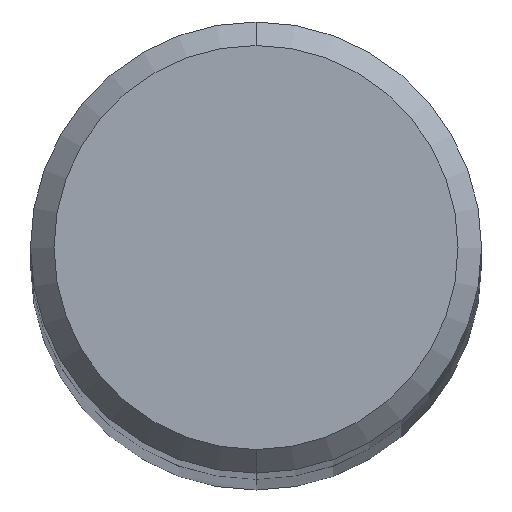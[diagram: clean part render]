
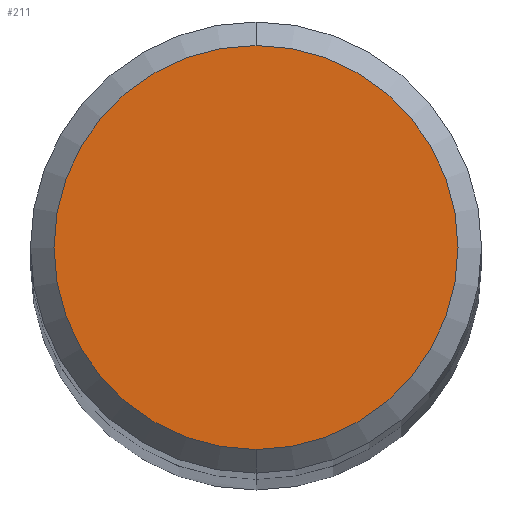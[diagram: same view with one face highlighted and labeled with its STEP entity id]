
A CAD part, top view. The second image highlights one B-rep face of the part: STEP entity #211.
In plain terms, the highlighted planar face has unit normal (0, 0, 1).
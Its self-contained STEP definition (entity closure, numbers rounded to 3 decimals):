
#199=VERTEX_POINT('',#463);
#211=ADVANCED_FACE('',(#475),#476,.T.);
#221=EDGE_CURVE('',#199,#287,#486,.T.);
#287=VERTEX_POINT('',#560);
#309=EDGE_CURVE('',#287,#199,#582,.T.);
#463=CARTESIAN_POINT('',(0.,-5.15,88.0));
#475=FACE_OUTER_BOUND('',#796,.T.);
#476=PLANE('',#797);
#486=CIRCLE('',#809,5.15);
#560=CARTESIAN_POINT('',(0.0,5.15,88.0));
#582=CIRCLE('',#1089,5.15);
#796=EDGE_LOOP('',(#1341,#1342));
#797=AXIS2_PLACEMENT_3D('',#1343,#1344,#1345);
#809=AXIS2_PLACEMENT_3D('',#1349,#1350,#1351);
#1089=AXIS2_PLACEMENT_3D('',#1450,#1451,#1452);
#1341=ORIENTED_EDGE('',*,*,#309,.F.);
#1342=ORIENTED_EDGE('',*,*,#221,.F.);
#1343=CARTESIAN_POINT('',(0.0,2.575,88.0));
#1344=DIRECTION('',(0.0,0.0,1.0));
#1345=DIRECTION('',(0.0,-1.0,0.0));
#1349=CARTESIAN_POINT('',(0.0,0.0,88.0));
#1350=DIRECTION('',(0.0,0.0,-1.0));
#1351=DIRECTION('',(0.0,1.0,0.0));
#1450=CARTESIAN_POINT('',(0.0,0.0,88.0));
#1451=DIRECTION('',(0.0,0.0,-1.0));
#1452=DIRECTION('',(0.0,1.0,0.0));
